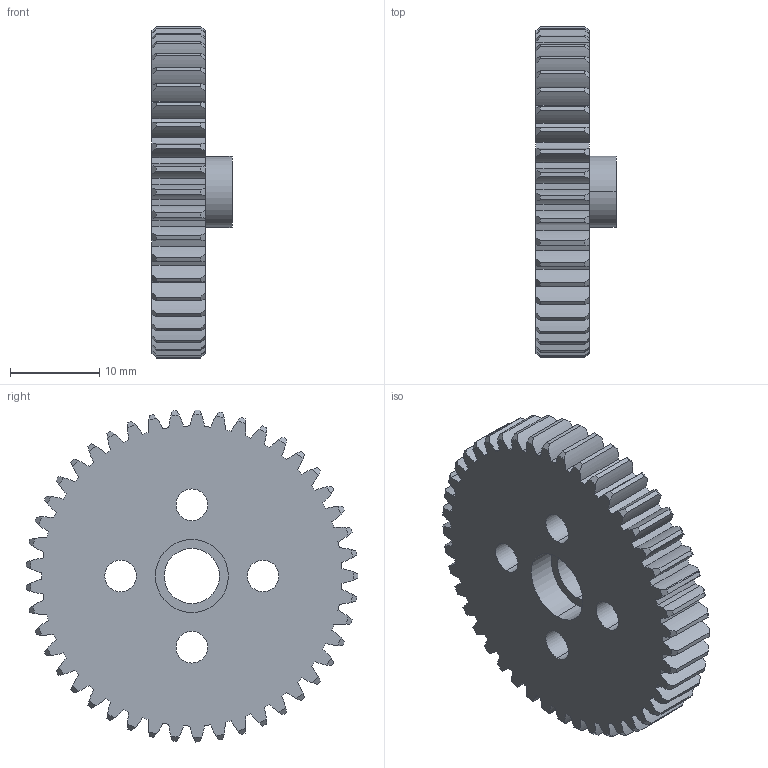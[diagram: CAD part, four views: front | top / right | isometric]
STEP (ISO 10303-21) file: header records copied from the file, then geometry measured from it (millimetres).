
FILE_DESCRIPTION (( 'STEP AP214' ), '1' );
FILE_NAME ('am-3409 45T 32DP 6mm Bore Nub Gear.STEP', '2016-07-21T17:56:05', ( '' ), ( '' ), 'SwSTEP 2.0', 'SolidWorks 2014', '' );
FILE_SCHEMA (( 'AUTOMOTIVE_DESIGN' ));
Length unit declared in the file: inch
Products named in the file (1): am-3409 45T 32DP 6mm Bore Nub Gear
Bounding box: 9 x 37.28 x 37.3 mm (x, y, z)
Volume: 5485.4 mm3; surface area: 3693.8 mm2
Topology: 1 solids, 1 shells, 292 faces, 864 edges, 576 vertices
Faces by surface type: cylinder 198, cone 90, plane 4
Entity records: 10274 total; most frequent: CARTESIAN_POINT 2279, DIRECTION 1752, ORIENTED_EDGE 1728, EDGE_CURVE 864, AXIS2_PLACEMENT_3D 777, VERTEX_POINT 576, CIRCLE 484, EDGE_LOOP 304
